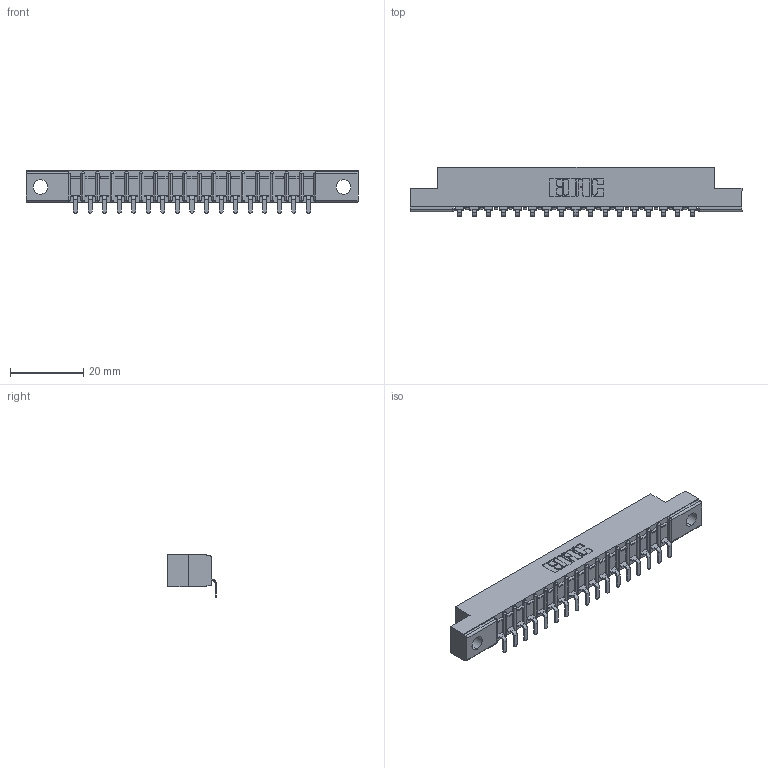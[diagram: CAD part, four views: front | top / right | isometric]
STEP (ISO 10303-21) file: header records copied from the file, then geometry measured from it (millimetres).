
FILE_DESCRIPTION (( 'STEP AP203' ), '1' );
FILE_NAME ('357-017-553-102.STEP', '2018-08-08T04:02:09', ( '' ), ( '' ), 'SwSTEP 2.0', 'SolidWorks 2016', '' );
FILE_SCHEMA (( 'CONFIG_CONTROL_DESIGN' ));
Length unit declared in the file: inch
Products named in the file (3): 307 Part_.128 Dia Mounting Holes; 307-290-002_553; 357-017-553-102
Assembly tree (18 placements, depth 2):
  357-017-553-102
    307 Part_.128 Dia Mounting Holes
    307-290-002_553  x17
Bounding box: 90.37 x 13.32 x 11.51 mm (x, y, z)
Volume: 5875.7 mm3; surface area: 10262.2 mm2
Topology: 18 solids, 18 shells, 1462 faces, 4471 edges, 2930 vertices
Faces by surface type: plane 869, cylinder 557, sphere 36
Entity records: 18512 total; most frequent: CARTESIAN_POINT 3120, ORIENTED_EDGE 3110, DIRECTION 3043, EDGE_CURVE 1555, VECTOR 1177, LINE 1177, VERTEX_POINT 1010, AXIS2_PLACEMENT_3D 933
